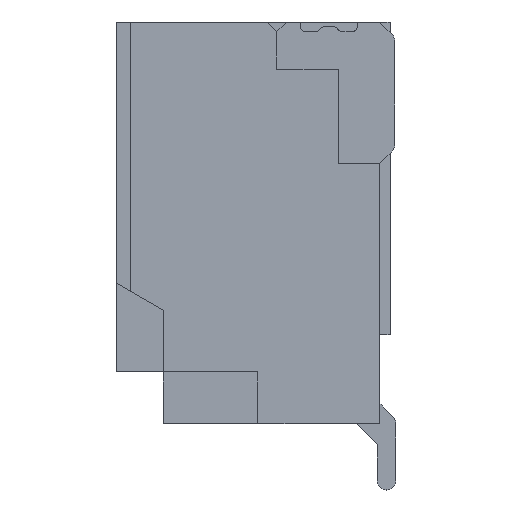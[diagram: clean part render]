
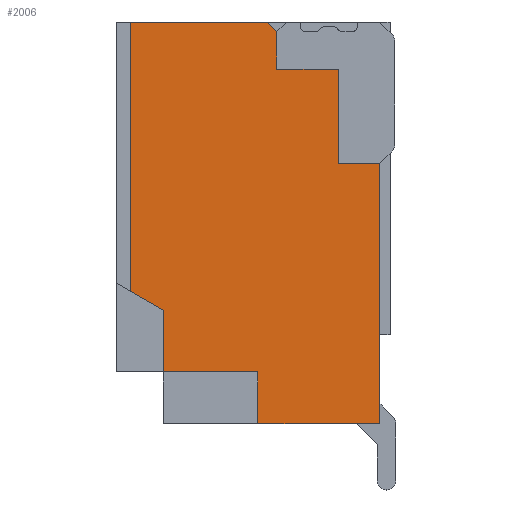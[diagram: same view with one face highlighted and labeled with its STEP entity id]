
A CAD part, left-side view. The second image highlights one B-rep face of the part: STEP entity #2006.
In plain terms, the highlighted planar face has unit normal (-1, 0, 0).
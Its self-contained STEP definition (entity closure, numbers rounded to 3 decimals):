
#76 = VERTEX_POINT ( 'NONE', #9726 ) ;
#344 = DIRECTION ( 'NONE',  ( 0., 1., 0. ) ) ;
#754 = VERTEX_POINT ( 'NONE', #6803 ) ;
#847 = CARTESIAN_POINT ( 'NONE',  ( -3.5, 3.255, -0.355 ) ) ;
#879 = CARTESIAN_POINT ( 'NONE',  ( -3.5, 3.255, 2.395 ) ) ;
#896 = EDGE_CURVE ( 'NONE', #5557, #9975, #10579, .T. ) ;
#1004 = PLANE ( 'NONE',  #9142 ) ;
#1059 = ORIENTED_EDGE ( 'NONE', *, *, #10035, .F. ) ;
#1076 = EDGE_CURVE ( 'NONE', #4088, #7547, #8666, .T. ) ;
#1610 = LINE ( 'NONE', #9156, #7810 ) ;
#1789 = DIRECTION ( 'NONE',  ( 1., 0., 0. ) ) ;
#2006 = ADVANCED_FACE ( 'NONE', ( #4575 ), #1004, .F. ) ;
#2044 = CARTESIAN_POINT ( 'NONE',  ( -3.5, 3.255, -0.355 ) ) ;
#2196 = EDGE_CURVE ( 'NONE', #9975, #6694, #4717, .T. ) ;
#2357 = LINE ( 'NONE', #9285, #5452 ) ;
#2611 = VERTEX_POINT ( 'NONE', #10338 ) ;
#2647 = VECTOR ( 'NONE', #8916, 1000. ) ;
#2978 = CARTESIAN_POINT ( 'NONE',  ( -3.5, 1.555, 3.795 ) ) ;
#3011 = LINE ( 'NONE', #3557, #7242 ) ;
#3427 = CARTESIAN_POINT ( 'NONE',  ( -3.5, 3.255, 3.395 ) ) ;
#3487 = EDGE_CURVE ( 'NONE', #9402, #6272, #9089, .T. ) ;
#3515 = LINE ( 'NONE', #5755, #12024 ) ;
#3557 = CARTESIAN_POINT ( 'NONE',  ( -3.5, 2.755, -0.355 ) ) ;
#3580 = ORIENTED_EDGE ( 'NONE', *, *, #3487, .F. ) ;
#3603 = CARTESIAN_POINT ( 'NONE',  ( -3.5, 1.655, 3.895 ) ) ;
#3618 = DIRECTION ( 'NONE',  ( 0., 0.866, 0.5 ) ) ;
#3770 = ORIENTED_EDGE ( 'NONE', *, *, #896, .T. ) ;
#3882 = VECTOR ( 'NONE', #4995, 1000. ) ;
#3962 = DIRECTION ( 'NONE',  ( 0., 0., 1. ) ) ;
#4088 = VERTEX_POINT ( 'NONE', #11651 ) ;
#4575 = FACE_OUTER_BOUND ( 'NONE', #11247, .T. ) ;
#4614 = EDGE_CURVE ( 'NONE', #6272, #754, #3011, .T. ) ;
#4698 = EDGE_CURVE ( 'NONE', #5557, #4088, #10939, .T. ) ;
#4717 = LINE ( 'NONE', #11777, #8225 ) ;
#4939 = ORIENTED_EDGE ( 'NONE', *, *, #11151, .T. ) ;
#4984 = ORIENTED_EDGE ( 'NONE', *, *, #9314, .F. ) ;
#4995 = DIRECTION ( 'NONE',  ( 0., 0., -1. ) ) ;
#5411 = VECTOR ( 'NONE', #8866, 1000. ) ;
#5452 = VECTOR ( 'NONE', #3618, 1000. ) ;
#5461 = CARTESIAN_POINT ( 'NONE',  ( -3.5, 0.47, 2.395 ) ) ;
#5557 = VERTEX_POINT ( 'NONE', #2978 ) ;
#5741 = LINE ( 'NONE', #879, #10014 ) ;
#5755 = CARTESIAN_POINT ( 'NONE',  ( -3.5, 0.47, -1.055 ) ) ;
#5760 = VECTOR ( 'NONE', #11035, 1000. ) ;
#6272 = VERTEX_POINT ( 'NONE', #7238 ) ;
#6567 = VECTOR ( 'NONE', #6671, 1000. ) ;
#6671 = DIRECTION ( 'NONE',  ( 0., 1., 0. ) ) ;
#6684 = EDGE_CURVE ( 'NONE', #76, #6753, #7950, .T. ) ;
#6694 = VERTEX_POINT ( 'NONE', #7759 ) ;
#6753 = VERTEX_POINT ( 'NONE', #10652 ) ;
#6803 = CARTESIAN_POINT ( 'NONE',  ( -3.5, 2.755, 0.845 ) ) ;
#7043 = ORIENTED_EDGE ( 'NONE', *, *, #1076, .F. ) ;
#7115 = EDGE_CURVE ( 'NONE', #754, #2611, #2357, .T. ) ;
#7238 = CARTESIAN_POINT ( 'NONE',  ( -3.5, 2.755, 0.195 ) ) ;
#7242 = VECTOR ( 'NONE', #10125, 1000. ) ;
#7364 = CARTESIAN_POINT ( 'NONE',  ( -3.5, 0.905, 3.395 ) ) ;
#7480 = DIRECTION ( 'NONE',  ( 0., 0., -1. ) ) ;
#7547 = VERTEX_POINT ( 'NONE', #7364 ) ;
#7570 = VERTEX_POINT ( 'NONE', #11019 ) ;
#7759 = CARTESIAN_POINT ( 'NONE',  ( -3.5, 3.105, 3.895 ) ) ;
#7810 = VECTOR ( 'NONE', #11994, 1000. ) ;
#7886 = LINE ( 'NONE', #8705, #5411 ) ;
#7950 = LINE ( 'NONE', #2044, #12220 ) ;
#8102 = LINE ( 'NONE', #10084, #5760 ) ;
#8225 = VECTOR ( 'NONE', #344, 1000. ) ;
#8579 = CARTESIAN_POINT ( 'NONE',  ( -3.5, 3.255, 0.195 ) ) ;
#8666 = LINE ( 'NONE', #3427, #11153 ) ;
#8705 = CARTESIAN_POINT ( 'NONE',  ( -3.5, 1.755, -0.355 ) ) ;
#8866 = DIRECTION ( 'NONE',  ( 0., 0., 1. ) ) ;
#8885 = EDGE_CURVE ( 'NONE', #2611, #6694, #1610, .T. ) ;
#8916 = DIRECTION ( 'NONE',  ( 0., 0.707, 0.707 ) ) ;
#9016 = ORIENTED_EDGE ( 'NONE', *, *, #11274, .F. ) ;
#9089 = LINE ( 'NONE', #8579, #6567 ) ;
#9142 = AXIS2_PLACEMENT_3D ( 'NONE', #847, #1789, #7480 ) ;
#9156 = CARTESIAN_POINT ( 'NONE',  ( -3.5, 3.105, -1.055 ) ) ;
#9188 = ORIENTED_EDGE ( 'NONE', *, *, #4614, .F. ) ;
#9285 = CARTESIAN_POINT ( 'NONE',  ( -3.5, 2.755, 0.845 ) ) ;
#9314 = EDGE_CURVE ( 'NONE', #7547, #7570, #8102, .T. ) ;
#9323 = ORIENTED_EDGE ( 'NONE', *, *, #4698, .F. ) ;
#9402 = VERTEX_POINT ( 'NONE', #10987 ) ;
#9613 = ORIENTED_EDGE ( 'NONE', *, *, #6684, .T. ) ;
#9726 = CARTESIAN_POINT ( 'NONE',  ( -3.5, 1.755, -0.355 ) ) ;
#9975 = VERTEX_POINT ( 'NONE', #3603 ) ;
#10014 = VECTOR ( 'NONE', #10417, 1000. ) ;
#10035 = EDGE_CURVE ( 'NONE', #7570, #11786, #5741, .T. ) ;
#10084 = CARTESIAN_POINT ( 'NONE',  ( -3.5, 0.905, -0.355 ) ) ;
#10125 = DIRECTION ( 'NONE',  ( 0., 0., 1. ) ) ;
#10128 = ORIENTED_EDGE ( 'NONE', *, *, #7115, .F. ) ;
#10338 = CARTESIAN_POINT ( 'NONE',  ( -3.5, 3.105, 1.047 ) ) ;
#10417 = DIRECTION ( 'NONE',  ( 0., -1., 0. ) ) ;
#10579 = LINE ( 'NONE', #10760, #2647 ) ;
#10652 = CARTESIAN_POINT ( 'NONE',  ( -3.5, 0.47, -0.355 ) ) ;
#10760 = CARTESIAN_POINT ( 'NONE',  ( -3.5, 1.555, 3.795 ) ) ;
#10848 = DIRECTION ( 'NONE',  ( 0., -1., 0. ) ) ;
#10939 = LINE ( 'NONE', #12180, #3882 ) ;
#10987 = CARTESIAN_POINT ( 'NONE',  ( -3.5, 1.755, 0.195 ) ) ;
#11019 = CARTESIAN_POINT ( 'NONE',  ( -3.5, 0.905, 2.395 ) ) ;
#11035 = DIRECTION ( 'NONE',  ( 0., 0., -1. ) ) ;
#11151 = EDGE_CURVE ( 'NONE', #6753, #11786, #3515, .T. ) ;
#11153 = VECTOR ( 'NONE', #10848, 1000. ) ;
#11247 = EDGE_LOOP ( 'NONE', ( #11284, #11300, #10128, #9188, #3580, #9016, #9613, #4939, #1059, #4984, #7043, #9323, #3770 ) ) ;
#11274 = EDGE_CURVE ( 'NONE', #76, #9402, #7886, .T. ) ;
#11284 = ORIENTED_EDGE ( 'NONE', *, *, #2196, .T. ) ;
#11300 = ORIENTED_EDGE ( 'NONE', *, *, #8885, .F. ) ;
#11518 = DIRECTION ( 'NONE',  ( 0., -1., 0. ) ) ;
#11651 = CARTESIAN_POINT ( 'NONE',  ( -3.5, 1.555, 3.395 ) ) ;
#11777 = CARTESIAN_POINT ( 'NONE',  ( -3.5, 3.255, 3.895 ) ) ;
#11786 = VERTEX_POINT ( 'NONE', #5461 ) ;
#11994 = DIRECTION ( 'NONE',  ( 0., 0., 1. ) ) ;
#12024 = VECTOR ( 'NONE', #3962, 1000. ) ;
#12180 = CARTESIAN_POINT ( 'NONE',  ( -3.5, 1.555, -0.355 ) ) ;
#12220 = VECTOR ( 'NONE', #11518, 1000. ) ;
